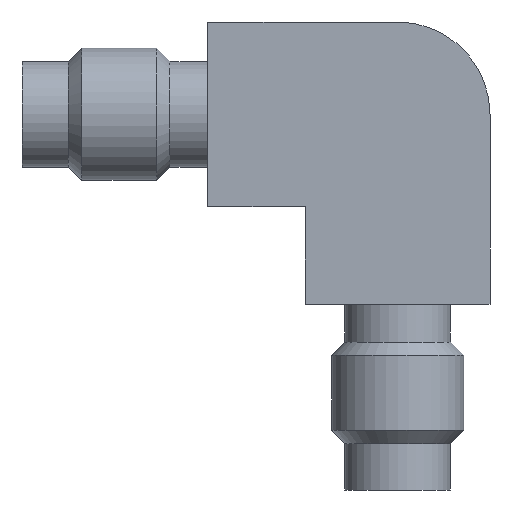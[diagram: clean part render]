
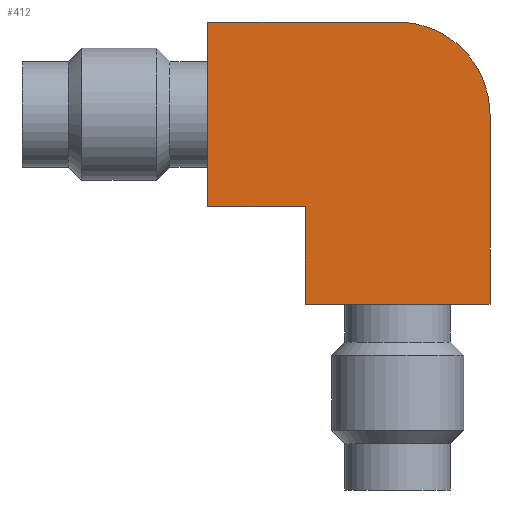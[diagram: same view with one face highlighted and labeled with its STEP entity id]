
A CAD part, front view. The second image highlights one B-rep face of the part: STEP entity #412.
In plain terms, the highlighted planar face has unit normal (0, -1, 0).
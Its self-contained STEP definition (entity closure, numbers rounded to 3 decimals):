
#132=CARTESIAN_POINT('POINT9',(22.606,-5.556,5.556));
#133=VERTEX_POINT('VERTEX9',#132);
#142=CARTESIAN_POINT('POINT11',(28.162,-5.556,0.));
#143=VERTEX_POINT('VERTEX11',#142);
#144=CARTESIAN_POINT('POS15',(22.606,-5.556,
   0.));
#145=DIRECTION('DIR22',(0.,-1.,
   0.));
#146=DIRECTION('DIR23',(1.,0.,
   0.));
#147=AXIS2_PLACEMENT_3D('AXIS8',#144,#145,#146);
#148=CIRCLE('ELLIPSE5',#147,5.556);
#149=EDGE_CURVE('EDGE16',#143,#133,#148,.T.);
#176=CARTESIAN_POINT('POINT14',(17.05,-5.556,
   -5.556));
#177=VERTEX_POINT('VERTEX14',#176);
#184=CARTESIAN_POINT('POINT15',(11.176,-5.556,-5.556)
   );
#185=VERTEX_POINT('VERTEX15',#184);
#186=CARTESIAN_POINT('POS20',(11.176,-5.556,-5.556));
#187=DIRECTION('DIR30',(1.,0.,
   0.));
#188=VECTOR('VEC10',#187,25.4);
#189=LINE('STRAIGHT10',#186,#188);
#190=EDGE_CURVE('EDGE20',#185,#177,#189,.T.);
#218=CARTESIAN_POINT('POINT17',(11.176,-5.556,5.556))
   ;
#219=VERTEX_POINT('VERTEX17',#218);
#220=CARTESIAN_POINT('POS24',(11.176,-5.556,5.556));
#221=DIRECTION('DIR35',(0.,0.,
   -1.));
#222=VECTOR('VEC13',#221,25.4);
#223=LINE('STRAIGHT13',#220,#222);
#224=EDGE_CURVE('EDGE23',#219,#185,#223,.T.);
#250=CARTESIAN_POINT('POS28',(11.176,-5.556,5.556));
#251=DIRECTION('DIR40',(1.,0.,
   0.));
#252=VECTOR('VEC16',#251,25.4);
#253=LINE('STRAIGHT16',#250,#252);
#254=EDGE_CURVE('EDGE26',#219,#133,#253,.T.);
#311=CARTESIAN_POINT('POINT21',(28.162,-5.556,-11.43)
   );
#312=VERTEX_POINT('VERTEX21',#311);
#328=CARTESIAN_POINT('POS37',(28.162,-5.556,0.));
#329=DIRECTION('DIR52',(0.,0.,-1.));
#330=VECTOR('VEC22',#329,25.4);
#331=LINE('STRAIGHT22',#328,#330);
#332=EDGE_CURVE('EDGE34',#143,#312,#331,.T.);
#371=CARTESIAN_POINT('POINT24',(17.05,-5.556,-11.43)
   );
#372=VERTEX_POINT('VERTEX24',#371);
#379=CARTESIAN_POINT('POS43',(17.05,-5.556,0.));
#380=DIRECTION('DIR60',(0.,0.,-1.));
#381=VECTOR('VEC26',#380,25.4);
#382=LINE('STRAIGHT26',#379,#381);
#383=EDGE_CURVE('EDGE38',#177,#372,#382,.T.);
#393=ORIENTED_EDGE('COEDGE66',*,*,#254,.F.);
#394=ORIENTED_EDGE('COEDGE67',*,*,#224,.T.);
#395=ORIENTED_EDGE('COEDGE68',*,*,#190,.T.);
#396=ORIENTED_EDGE('COEDGE69',*,*,#383,.T.);
#397=CARTESIAN_POINT('POS45',(17.05,-5.556,-11.43));
#398=DIRECTION('DIR63',(1.,0.,0.));
#399=VECTOR('VEC27',#398,25.4);
#400=LINE('STRAIGHT27',#397,#399);
#401=EDGE_CURVE('EDGE39',#372,#312,#400,.T.);
#402=ORIENTED_EDGE('COEDGE70',*,*,#401,.T.);
#403=ORIENTED_EDGE('COEDGE71',*,*,#332,.F.);
#404=ORIENTED_EDGE('COEDGE72',*,*,#149,.T.);
#405=EDGE_LOOP('NONE',(#393,#394,#395,#396,#402,#403,#404));
#406=FACE_BOUND('LOOP1',#405,.T.);
#407=CARTESIAN_POINT('POS46',(11.176,-5.556,-5.556));
#408=DIRECTION('DIR64',(0.,-1.,0.));
#409=DIRECTION('DIR65',(1.,0.,0.));
#410=AXIS2_PLACEMENT_3D('AXIS19',#407,#408,#409);
#411=PLANE('PLANE7',#410);
#412=ADVANCED_FACE('FACE16',(#406),#411,.T.);
